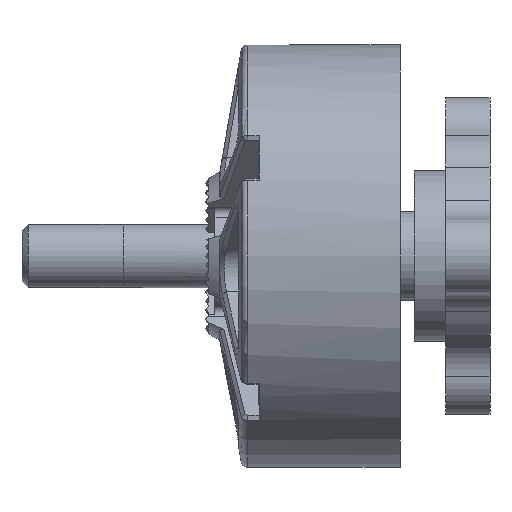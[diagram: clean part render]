
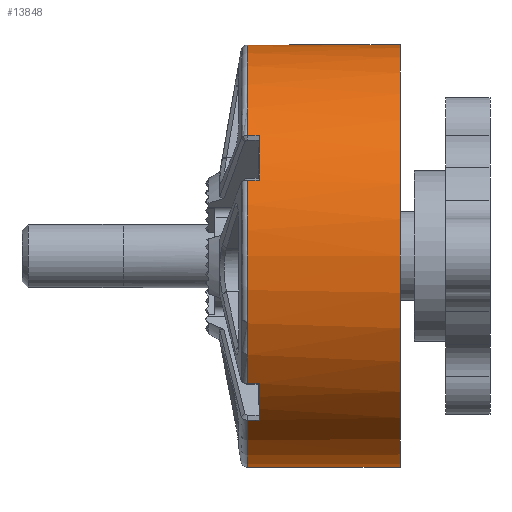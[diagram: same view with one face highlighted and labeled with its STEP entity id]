
A CAD part, front view. The second image highlights one B-rep face of the part: STEP entity #13848.
In plain terms, the highlighted cylindrical face has radius 16.7 mm (diameter 33.4 mm), a full revolution.
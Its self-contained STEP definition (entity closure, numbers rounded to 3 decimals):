
#388=CYLINDRICAL_SURFACE('',#14746,16.7);
#649=CIRCLE('',#14744,16.7);
#651=CIRCLE('',#14747,16.7);
#652=CIRCLE('',#14748,16.7);
#653=CIRCLE('',#14749,16.7);
#654=CIRCLE('',#14750,16.7);
#655=CIRCLE('',#14751,16.7);
#656=CIRCLE('',#14752,16.7);
#657=CIRCLE('',#14753,16.7);
#658=CIRCLE('',#14754,16.7);
#659=CIRCLE('',#14755,16.7);
#660=CIRCLE('',#14756,16.7);
#661=CIRCLE('',#14757,16.7);
#937=FACE_OUTER_BOUND('',#1767,.T.);
#1767=EDGE_LOOP('',(#9992,#9993,#9994,#9995,#9996,#9997,#9998,#9999,#10000,
#10001,#10002,#10003,#10004,#10005,#10006,#10007,#10008,#10009,#10010,#10011,
#10012,#10013,#10014,#10015));
#3181=LINE('',#20966,#4705);
#3183=LINE('',#21012,#4707);
#3184=LINE('',#21016,#4708);
#3185=LINE('',#21020,#4709);
#3186=LINE('',#21024,#4710);
#3187=LINE('',#21027,#4711);
#3188=LINE('',#21031,#4712);
#3189=LINE('',#21035,#4713);
#3190=LINE('',#21039,#4714);
#3191=LINE('',#21043,#4715);
#3192=LINE('',#21047,#4716);
#4705=VECTOR('',#16684,10.);
#4707=VECTOR('',#16696,16.7);
#4708=VECTOR('',#16699,10.);
#4709=VECTOR('',#16702,10.);
#4710=VECTOR('',#16705,10.);
#4711=VECTOR('',#16708,10.);
#4712=VECTOR('',#16711,10.);
#4713=VECTOR('',#16714,10.);
#4714=VECTOR('',#16717,10.);
#4715=VECTOR('',#16720,10.);
#4716=VECTOR('',#16723,10.);
#6213=VERTEX_POINT('',#20945);
#6217=VERTEX_POINT('',#20964);
#6218=VERTEX_POINT('',#20993);
#6221=VERTEX_POINT('',#21009);
#6222=VERTEX_POINT('',#21011);
#6223=VERTEX_POINT('',#21013);
#6224=VERTEX_POINT('',#21015);
#6225=VERTEX_POINT('',#21017);
#6226=VERTEX_POINT('',#21019);
#6227=VERTEX_POINT('',#21021);
#6228=VERTEX_POINT('',#21023);
#6229=VERTEX_POINT('',#21025);
#6230=VERTEX_POINT('',#21028);
#6231=VERTEX_POINT('',#21030);
#6232=VERTEX_POINT('',#21032);
#6233=VERTEX_POINT('',#21034);
#6234=VERTEX_POINT('',#21036);
#6235=VERTEX_POINT('',#21038);
#6236=VERTEX_POINT('',#21040);
#6237=VERTEX_POINT('',#21042);
#6238=VERTEX_POINT('',#21044);
#6239=VERTEX_POINT('',#21046);
#7672=EDGE_CURVE('',#6217,#6213,#3181,.T.);
#7676=EDGE_CURVE('',#6213,#6218,#649,.T.);
#7680=EDGE_CURVE('',#6221,#6221,#651,.T.);
#7681=EDGE_CURVE('',#6221,#6222,#3183,.T.);
#7682=EDGE_CURVE('',#6223,#6222,#652,.T.);
#7683=EDGE_CURVE('',#6224,#6223,#3184,.T.);
#7684=EDGE_CURVE('',#6224,#6225,#653,.T.);
#7685=EDGE_CURVE('',#6226,#6225,#3185,.T.);
#7686=EDGE_CURVE('',#6227,#6226,#654,.T.);
#7687=EDGE_CURVE('',#6228,#6227,#3186,.T.);
#7688=EDGE_CURVE('',#6228,#6229,#655,.T.);
#7689=EDGE_CURVE('',#6218,#6229,#3187,.T.);
#7690=EDGE_CURVE('',#6217,#6230,#656,.T.);
#7691=EDGE_CURVE('',#6231,#6230,#3188,.T.);
#7692=EDGE_CURVE('',#6232,#6231,#657,.T.);
#7693=EDGE_CURVE('',#6233,#6232,#3189,.T.);
#7694=EDGE_CURVE('',#6233,#6234,#658,.T.);
#7695=EDGE_CURVE('',#6235,#6234,#3190,.T.);
#7696=EDGE_CURVE('',#6236,#6235,#659,.T.);
#7697=EDGE_CURVE('',#6237,#6236,#3191,.T.);
#7698=EDGE_CURVE('',#6237,#6238,#660,.T.);
#7699=EDGE_CURVE('',#6239,#6238,#3192,.T.);
#7700=EDGE_CURVE('',#6222,#6239,#661,.T.);
#9992=ORIENTED_EDGE('',*,*,#7680,.F.);
#9993=ORIENTED_EDGE('',*,*,#7681,.T.);
#9994=ORIENTED_EDGE('',*,*,#7682,.F.);
#9995=ORIENTED_EDGE('',*,*,#7683,.F.);
#9996=ORIENTED_EDGE('',*,*,#7684,.T.);
#9997=ORIENTED_EDGE('',*,*,#7685,.F.);
#9998=ORIENTED_EDGE('',*,*,#7686,.F.);
#9999=ORIENTED_EDGE('',*,*,#7687,.F.);
#10000=ORIENTED_EDGE('',*,*,#7688,.T.);
#10001=ORIENTED_EDGE('',*,*,#7689,.F.);
#10002=ORIENTED_EDGE('',*,*,#7676,.F.);
#10003=ORIENTED_EDGE('',*,*,#7672,.F.);
#10004=ORIENTED_EDGE('',*,*,#7690,.T.);
#10005=ORIENTED_EDGE('',*,*,#7691,.F.);
#10006=ORIENTED_EDGE('',*,*,#7692,.F.);
#10007=ORIENTED_EDGE('',*,*,#7693,.F.);
#10008=ORIENTED_EDGE('',*,*,#7694,.T.);
#10009=ORIENTED_EDGE('',*,*,#7695,.F.);
#10010=ORIENTED_EDGE('',*,*,#7696,.F.);
#10011=ORIENTED_EDGE('',*,*,#7697,.F.);
#10012=ORIENTED_EDGE('',*,*,#7698,.T.);
#10013=ORIENTED_EDGE('',*,*,#7699,.F.);
#10014=ORIENTED_EDGE('',*,*,#7700,.F.);
#10015=ORIENTED_EDGE('',*,*,#7681,.F.);
#13848=ADVANCED_FACE('',(#937),#388,.T.);
#14744=AXIS2_PLACEMENT_3D('',#20994,#16688,#16689);
#14746=AXIS2_PLACEMENT_3D('',#21008,#16692,#16693);
#14747=AXIS2_PLACEMENT_3D('',#21010,#16694,#16695);
#14748=AXIS2_PLACEMENT_3D('',#21014,#16697,#16698);
#14749=AXIS2_PLACEMENT_3D('',#21018,#16700,#16701);
#14750=AXIS2_PLACEMENT_3D('',#21022,#16703,#16704);
#14751=AXIS2_PLACEMENT_3D('',#21026,#16706,#16707);
#14752=AXIS2_PLACEMENT_3D('',#21029,#16709,#16710);
#14753=AXIS2_PLACEMENT_3D('',#21033,#16712,#16713);
#14754=AXIS2_PLACEMENT_3D('',#21037,#16715,#16716);
#14755=AXIS2_PLACEMENT_3D('',#21041,#16718,#16719);
#14756=AXIS2_PLACEMENT_3D('',#21045,#16721,#16722);
#14757=AXIS2_PLACEMENT_3D('',#21048,#16724,#16725);
#16684=DIRECTION('',(-1.,0.,0.));
#16688=DIRECTION('center_axis',(-1.,0.,0.));
#16689=DIRECTION('ref_axis',(0.,-1.,0.));
#16692=DIRECTION('center_axis',(1.,0.,0.));
#16693=DIRECTION('ref_axis',(0.,1.,0.));
#16694=DIRECTION('center_axis',(1.,0.,0.));
#16695=DIRECTION('ref_axis',(0.,0.,-1.));
#16696=DIRECTION('',(-1.,0.,0.));
#16697=DIRECTION('center_axis',(-1.,0.,0.));
#16698=DIRECTION('ref_axis',(0.,-1.,0.));
#16699=DIRECTION('',(-1.,0.,0.));
#16700=DIRECTION('center_axis',(1.,0.,0.));
#16701=DIRECTION('ref_axis',(0.,1.,0.));
#16702=DIRECTION('',(1.,0.,0.));
#16703=DIRECTION('center_axis',(-1.,0.,0.));
#16704=DIRECTION('ref_axis',(0.,-1.,0.));
#16705=DIRECTION('',(-1.,0.,0.));
#16706=DIRECTION('center_axis',(1.,0.,0.));
#16707=DIRECTION('ref_axis',(0.,1.,0.));
#16708=DIRECTION('',(1.,0.,0.));
#16709=DIRECTION('center_axis',(1.,0.,0.));
#16710=DIRECTION('ref_axis',(0.,1.,0.));
#16711=DIRECTION('',(1.,0.,0.));
#16712=DIRECTION('center_axis',(-1.,0.,0.));
#16713=DIRECTION('ref_axis',(0.,-1.,0.));
#16714=DIRECTION('',(-1.,0.,0.));
#16715=DIRECTION('center_axis',(1.,0.,0.));
#16716=DIRECTION('ref_axis',(0.,1.,0.));
#16717=DIRECTION('',(1.,0.,0.));
#16718=DIRECTION('center_axis',(-1.,0.,0.));
#16719=DIRECTION('ref_axis',(0.,-1.,0.));
#16720=DIRECTION('',(-1.,0.,0.));
#16721=DIRECTION('center_axis',(1.,0.,0.));
#16722=DIRECTION('ref_axis',(0.,1.,0.));
#16723=DIRECTION('',(1.,0.,0.));
#16724=DIRECTION('center_axis',(-1.,0.,0.));
#16725=DIRECTION('ref_axis',(0.,-1.,0.));
#20945=CARTESIAN_POINT('',(-12.08,16.696,0.357));
#20964=CARTESIAN_POINT('',(-11.142,16.696,0.357));
#20966=CARTESIAN_POINT('',(-6.25,16.696,0.357));
#20993=CARTESIAN_POINT('',(-12.08,9.088,-14.011));
#20994=CARTESIAN_POINT('Origin',(-12.08,0.,
0.));
#21008=CARTESIAN_POINT('Origin',(-6.25,0.,0.));
#21009=CARTESIAN_POINT('',(0.,-16.7,0.));
#21010=CARTESIAN_POINT('Origin',(0.,0.,
0.));
#21011=CARTESIAN_POINT('',(-12.08,-16.7,0.));
#21012=CARTESIAN_POINT('',(-6.25,-16.7,0.));
#21013=CARTESIAN_POINT('',(-12.08,-13.297,-10.103));
#21014=CARTESIAN_POINT('Origin',(-12.08,0.,
0.));
#21015=CARTESIAN_POINT('',(-11.142,-13.297,-10.103));
#21016=CARTESIAN_POINT('',(-6.25,-13.297,-10.103));
#21017=CARTESIAN_POINT('',(-11.142,-10.516,-12.973));
#21018=CARTESIAN_POINT('Origin',(-11.142,0.,0.));
#21019=CARTESIAN_POINT('',(-12.08,-10.516,-12.973));
#21020=CARTESIAN_POINT('',(-6.25,-10.516,-12.973));
#21021=CARTESIAN_POINT('',(-12.08,5.499,-15.769));
#21022=CARTESIAN_POINT('Origin',(-12.08,0.,
0.));
#21023=CARTESIAN_POINT('',(-11.142,5.499,-15.769));
#21024=CARTESIAN_POINT('',(-6.25,5.499,-15.769));
#21025=CARTESIAN_POINT('',(-11.142,9.088,-14.011));
#21026=CARTESIAN_POINT('Origin',(-11.142,0.,0.));
#21027=CARTESIAN_POINT('',(-6.25,9.088,-14.011));
#21028=CARTESIAN_POINT('',(-11.142,16.133,4.314));
#21029=CARTESIAN_POINT('Origin',(-11.142,0.,0.));
#21030=CARTESIAN_POINT('',(-12.08,16.133,4.314));
#21031=CARTESIAN_POINT('',(-6.25,16.133,4.314));
#21032=CARTESIAN_POINT('',(-12.08,4.819,15.989));
#21033=CARTESIAN_POINT('Origin',(-12.08,0.,
0.));
#21034=CARTESIAN_POINT('',(-11.142,4.819,15.989));
#21035=CARTESIAN_POINT('',(-6.25,4.819,15.989));
#21036=CARTESIAN_POINT('',(-11.142,0.883,16.677));
#21037=CARTESIAN_POINT('Origin',(-11.142,0.,0.));
#21038=CARTESIAN_POINT('',(-12.08,0.883,16.677));
#21039=CARTESIAN_POINT('',(-6.25,0.883,16.677));
#21040=CARTESIAN_POINT('',(-12.08,-13.718,9.525));
#21041=CARTESIAN_POINT('Origin',(-12.08,0.,
0.));
#21042=CARTESIAN_POINT('',(-11.142,-13.718,9.525));
#21043=CARTESIAN_POINT('',(-6.25,-13.718,9.525));
#21044=CARTESIAN_POINT('',(-11.142,-15.588,5.993));
#21045=CARTESIAN_POINT('Origin',(-11.142,0.,0.));
#21046=CARTESIAN_POINT('',(-12.08,-15.588,5.993));
#21047=CARTESIAN_POINT('',(-6.25,-15.588,5.993));
#21048=CARTESIAN_POINT('Origin',(-12.08,0.,
0.));
